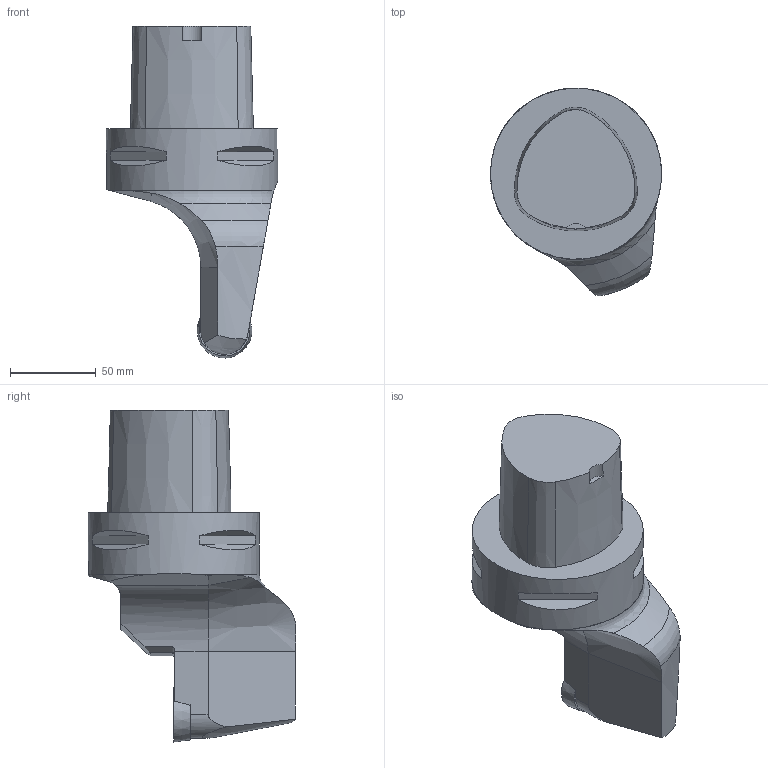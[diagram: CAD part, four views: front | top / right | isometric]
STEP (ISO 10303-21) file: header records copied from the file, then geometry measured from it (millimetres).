
FILE_DESCRIPTION(/* description */ (''),/* implementation_level */ '2;1');
FILE_NAME(/* name */ '1567067515950.stp',/* time_stamp */ '2019-08-29T14:02:10+06:00',/* author */ (''),/* organization */ ('SMS'),/* preprocessor_version */ 'ST-DEVELOPER v15',/* originating_system */ 'SIEMENS PLM Software NX 8.5',/* authorisation */ '');
FILE_SCHEMA (('AUTOMOTIVE_DESIGN { 1 0 10303 214 3 1 1 1 }'));
Length unit declared in the file: millimetre
Products named in the file (4): IsoTurningInsert; ASSEMBLY_CONSTRUCTION; 201778148mod000_00; 201778145mod000_00
Assembly tree (3 placements, depth 2):
  201778145mod000_00
    201778148mod000_00
    ASSEMBLY_CONSTRUCTION
    IsoTurningInsert
Bounding box: 99.99 x 121.46 x 193.99 mm (x, y, z)
Volume: 779675.7 mm3; surface area: 62928.9 mm2
Topology: 2 solids, 6 shells, 77 faces, 180 edges, 125 vertices
Faces by surface type: plane 36, cylinder 20, cone 16, torus 4, extrusion 1
Full cylindrical faces by diameter (mm): 9.5 x2, 17 x1, 100 x1
Entity records: 2389 total; most frequent: CARTESIAN_POINT 509, DIRECTION 386, ORIENTED_EDGE 328, EDGE_CURVE 164, AXIS2_PLACEMENT_3D 162, VERTEX_POINT 114, EDGE_LOOP 92, ADVANCED_FACE 77
